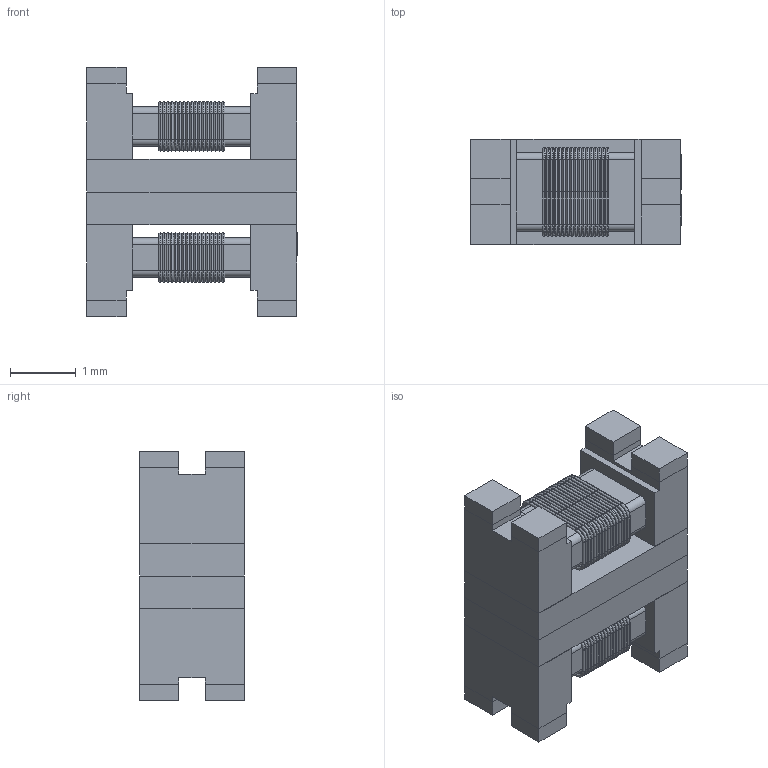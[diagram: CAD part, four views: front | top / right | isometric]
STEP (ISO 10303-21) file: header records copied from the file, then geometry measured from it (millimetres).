
FILE_DESCRIPTION(('Open CASCADE Model'),'2;1');
FILE_NAME('Open CASCADE Shape Model','2025-10-16T20:09:48',('Author'),( 'Open CASCADE'),'Open CASCADE STEP processor 7.9','Open CASCADE 7.9' ,'Unknown');
FILE_SCHEMA(('AUTOMOTIVE_DESIGN { 1 0 10303 214 1 1 1 1 }'));
Length unit declared in the file: millimetre
Products named in the file (1): COMPOUND
Bounding box: 3.21 x 1.6 x 3.8 mm (x, y, z)
Volume: 13.6 mm3; surface area: 100.4 mm2
Topology: 46 solids, 46 shells, 1022 faces, 2425 edges, 1458 vertices
Faces by surface type: bspline 1022
Entity records: 40232 total; most frequent: CARTESIAN_POINT 18997, ORIENTED_EDGE 4850, EDGE_CURVE 2425, VERTEX_POINT 1458, B_SPLINE_CURVE_WITH_KNOTS 1385, PRESENTATION_STYLE_ASSIGNMENT 1068, SURFACE_STYLE_USAGE 1068, SURFACE_SIDE_STYLE 1068
